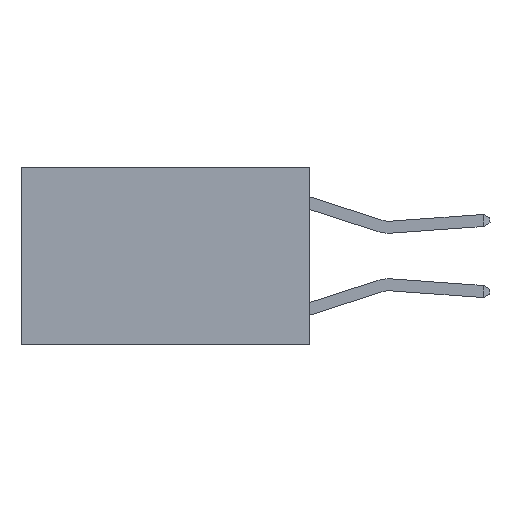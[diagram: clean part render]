
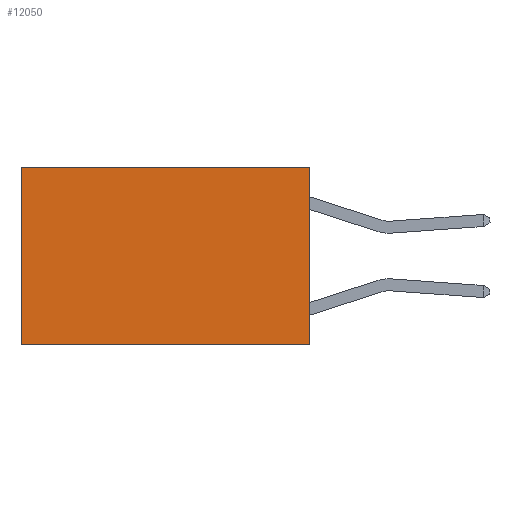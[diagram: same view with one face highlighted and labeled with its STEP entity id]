
A CAD part, left-side view. The second image highlights one B-rep face of the part: STEP entity #12050.
In plain terms, the highlighted planar face has unit normal (-1, 0, 0).
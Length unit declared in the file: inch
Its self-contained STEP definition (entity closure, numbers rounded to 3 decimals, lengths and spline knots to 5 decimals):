
#67 = VECTOR ( 'NONE', #1699, 39.37008 ) ;
#451 = CARTESIAN_POINT ( 'NONE',  ( 0.2625, 0., 0. ) ) ;
#907 = EDGE_CURVE ( 'NONE', #5205, #4046, #3449, .T. ) ;
#983 = LINE ( 'NONE', #9460, #5895 ) ;
#1104 = DIRECTION ( 'NONE',  ( 0., 1., 0. ) ) ;
#1699 = DIRECTION ( 'NONE',  ( 0., 0., -1. ) ) ;
#1825 = EDGE_LOOP ( 'NONE', ( #10071, #3271, #9207, #9542 ) ) ;
#2491 = CARTESIAN_POINT ( 'NONE',  ( 0.2625, 0.6, -0.37 ) ) ;
#3271 = ORIENTED_EDGE ( 'NONE', *, *, #6056, .F. ) ;
#3449 = LINE ( 'NONE', #15461, #67 ) ;
#3891 = EDGE_CURVE ( 'NONE', #5306, #5205, #983, .T. ) ;
#4046 = VERTEX_POINT ( 'NONE', #2491 ) ;
#5205 = VERTEX_POINT ( 'NONE', #7327 ) ;
#5306 = VERTEX_POINT ( 'NONE', #9900 ) ;
#5578 = EDGE_CURVE ( 'NONE', #5306, #8185, #14735, .T. ) ;
#5895 = VECTOR ( 'NONE', #13505, 39.37008 ) ;
#6056 = EDGE_CURVE ( 'NONE', #8185, #4046, #11423, .T. ) ;
#7327 = CARTESIAN_POINT ( 'NONE',  ( 0.2625, 0.6, 0. ) ) ;
#7508 = FACE_OUTER_BOUND ( 'NONE', #1825, .T. ) ;
#7679 = CARTESIAN_POINT ( 'NONE',  ( 0.2625, 0., -0.37 ) ) ;
#8185 = VERTEX_POINT ( 'NONE', #7679 ) ;
#8190 = DIRECTION ( 'NONE',  ( 0., 0., -1. ) ) ;
#8897 = DIRECTION ( 'NONE',  ( 0., 0., -1. ) ) ;
#9207 = ORIENTED_EDGE ( 'NONE', *, *, #5578, .F. ) ;
#9460 = CARTESIAN_POINT ( 'NONE',  ( 0.2625, 0., 0. ) ) ;
#9542 = ORIENTED_EDGE ( 'NONE', *, *, #3891, .T. ) ;
#9900 = CARTESIAN_POINT ( 'NONE',  ( 0.2625, 0., 0. ) ) ;
#9978 = PLANE ( 'NONE',  #11741 ) ;
#10013 = VECTOR ( 'NONE', #8190, 39.37008 ) ;
#10071 = ORIENTED_EDGE ( 'NONE', *, *, #907, .T. ) ;
#10135 = CARTESIAN_POINT ( 'NONE',  ( 0.2625, 0., 0. ) ) ;
#11322 = CARTESIAN_POINT ( 'NONE',  ( 0.2625, 0., -0.37 ) ) ;
#11423 = LINE ( 'NONE', #11322, #12387 ) ;
#11741 = AXIS2_PLACEMENT_3D ( 'NONE', #10135, #12703, #8897 ) ;
#12050 = ADVANCED_FACE ( 'NONE', ( #7508 ), #9978, .F. ) ;
#12387 = VECTOR ( 'NONE', #1104, 39.37008 ) ;
#12703 = DIRECTION ( 'NONE',  ( 1., 0., 0. ) ) ;
#13505 = DIRECTION ( 'NONE',  ( 0., 1., 0. ) ) ;
#14735 = LINE ( 'NONE', #451, #10013 ) ;
#15461 = CARTESIAN_POINT ( 'NONE',  ( 0.2625, 0.6, 0. ) ) ;
